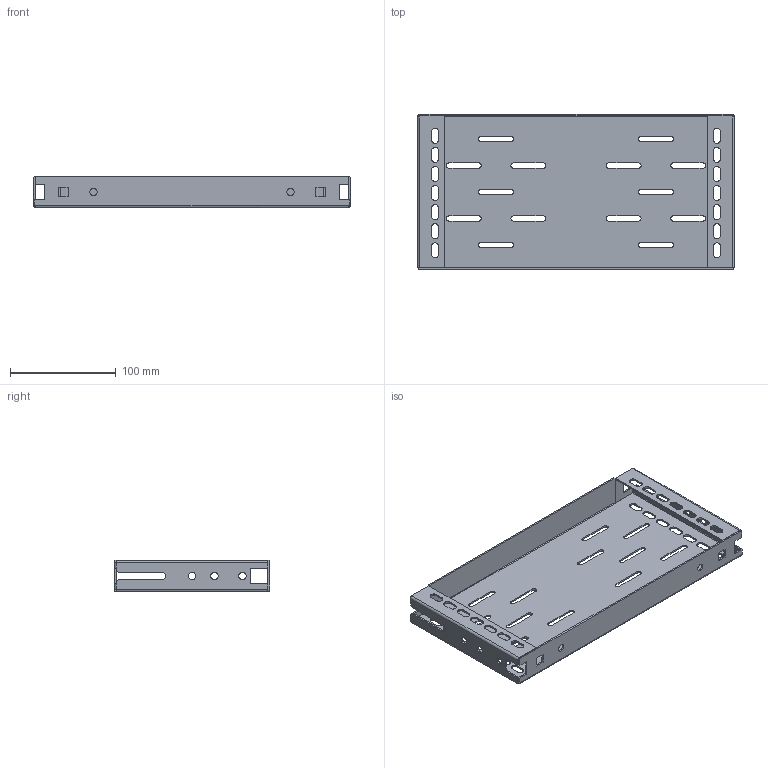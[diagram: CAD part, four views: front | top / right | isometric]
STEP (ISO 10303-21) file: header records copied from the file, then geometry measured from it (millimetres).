
FILE_DESCRIPTION (( 'STEP AP203' ), '1' );
FILE_NAME ('QB09C684.step', '2014-09-29T06:52:43', ( '' ), ( '' ), 'SwSTEP 2.0', 'SolidWorks 2014', '' );
FILE_SCHEMA (( 'CONFIG_CONTROL_DESIGN' ));
Length unit declared in the file: millimetre
Products named in the file (1): QB09C684
Bounding box: 299 x 146.5 x 30 mm (x, y, z)
Volume: 101787.8 mm3; surface area: 141671.1 mm2
Topology: 1 solids, 1 shells, 324 faces, 906 edges, 580 vertices
Faces by surface type: plane 174, cylinder 138, bspline 12
Entity records: 11121 total; most frequent: CARTESIAN_POINT 2413, ORIENTED_EDGE 1812, DIRECTION 1742, EDGE_CURVE 906, VECTOR 612, LINE 612, VERTEX_POINT 580, AXIS2_PLACEMENT_3D 565
